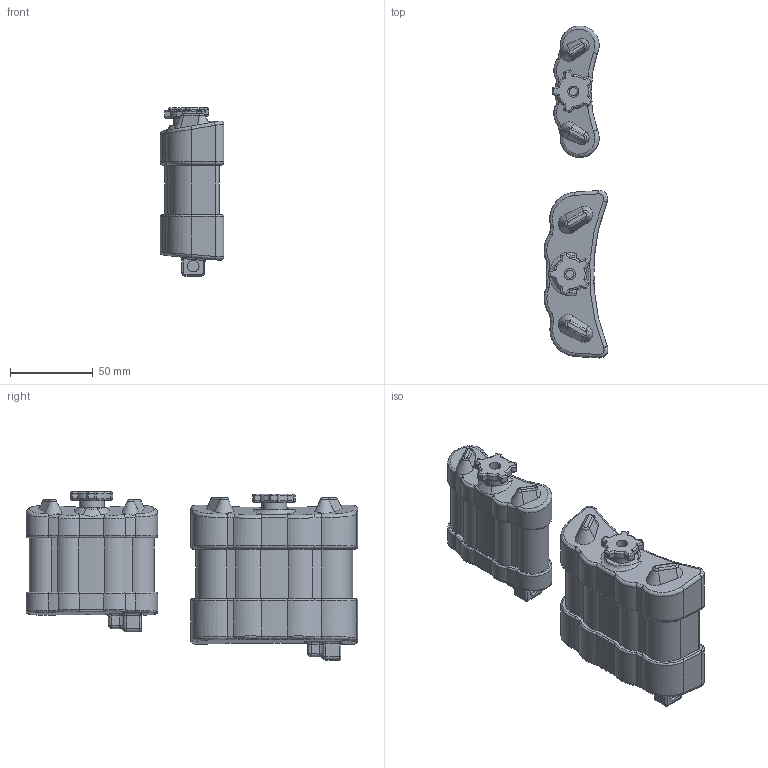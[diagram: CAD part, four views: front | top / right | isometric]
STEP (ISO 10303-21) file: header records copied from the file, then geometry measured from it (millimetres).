
FILE_DESCRIPTION(/* description */ (''),/* implementation_level */ '2;1');
FILE_NAME(/* name */ 'Battery Pack.step',/* time_stamp */ '2022-10-31T11:52:40-04:00',/* author */ (''),/* organization */ (''),/* preprocessor_version */ 'ST-DEVELOPER v19.2',/* originating_system */ 'Autodesk Translation Framework v11.17.0.187',/* authorisation */ '');
FILE_SCHEMA (('AUTOMOTIVE_DESIGN { 1 0 10303 214 3 1 1 }'));
Length unit declared in the file: millimetre
Products named in the file (11): Battery Pack; 18650 Battery Pack; 18650 Body; 18650 Twist Knob; 18650 Base; 18650 Lid; AA Battery Pack; AA Body; AA Base; AA Lid; AA Twist Knob
Assembly tree (10 placements, depth 3):
  Battery Pack
    18650 Battery Pack
      18650 Body
      18650 Twist Knob
      18650 Base
      18650 Lid
    AA Battery Pack
      AA Body
      AA Base
      AA Lid
      AA Twist Knob
Bounding box: 38.65 x 200.59 x 101.6 mm (x, y, z)
Volume: 167737.2 mm3; surface area: 106066 mm2
Topology: 8 solids, 8 shells, 557 faces, 1362 edges, 829 vertices
Faces by surface type: cylinder 258, plane 120, bspline 83, torus 80, sphere 8, cone 8
Full cylindrical faces by diameter (mm): 4.8 x1, 4.9 x1, 6.8 x3, 7 x3, 15 x2
Entity records: 21558 total; most frequent: CARTESIAN_POINT 8404, DIRECTION 2720, ORIENTED_EDGE 2718, EDGE_CURVE 1359, AXIS2_PLACEMENT_3D 1109, VERTEX_POINT 829, EDGE_LOOP 590, FACE_OUTER_BOUND 557
